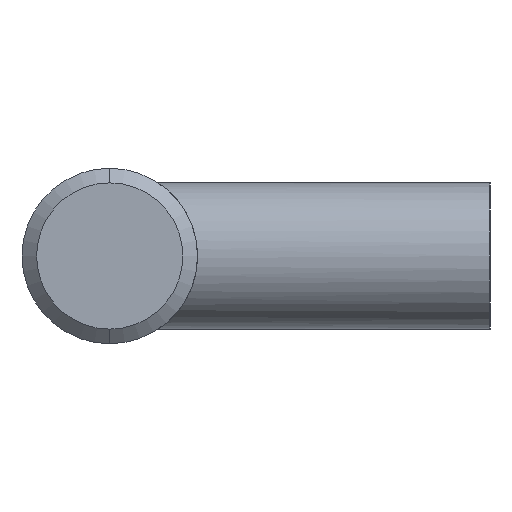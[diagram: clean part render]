
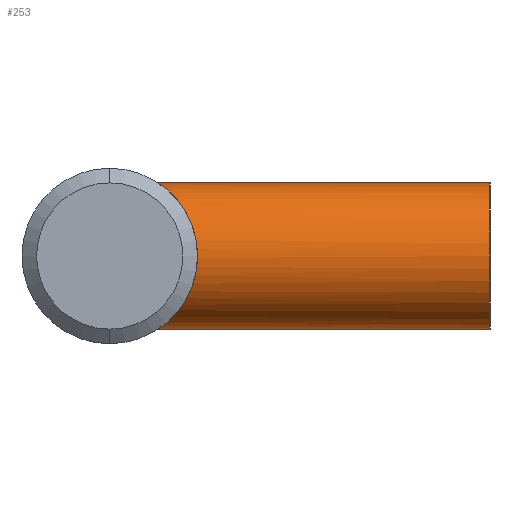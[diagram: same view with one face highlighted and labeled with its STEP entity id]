
A CAD part, left-side view. The second image highlights one B-rep face of the part: STEP entity #253.
In plain terms, the highlighted cylindrical face has radius 5 mm (diameter 10 mm), a partial arc.
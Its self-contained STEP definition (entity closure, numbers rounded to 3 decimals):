
#2 = CARTESIAN_POINT ( 'NONE',  ( -1.816, -3.779, -4.661 ) ) ;
#21 = AXIS2_PLACEMENT_3D ( 'NONE', #343, #188, #98 ) ;
#29 = EDGE_CURVE ( 'NONE', #184, #503, #299, .T. ) ;
#44 = CARTESIAN_POINT ( 'NONE',  ( -0.865, -3.424, -4.927 ) ) ;
#51 = CARTESIAN_POINT ( 'NONE',  ( -5.009, -6.008, 0.006 ) ) ;
#66 = LINE ( 'NONE', #261, #114 ) ;
#75 = EDGE_CURVE ( 'NONE', #503, #528, #133, .T. ) ;
#82 = CARTESIAN_POINT ( 'NONE',  ( -1.667, -3.704, 4.724 ) ) ;
#94 = CARTESIAN_POINT ( 'NONE',  ( 0., -3.317, -5. ) ) ;
#98 = DIRECTION ( 'NONE',  ( 0., 0., 1. ) ) ;
#100 = ORIENTED_EDGE ( 'NONE', *, *, #29, .T. ) ;
#102 = CARTESIAN_POINT ( 'NONE',  ( -3.272, -4.656, 3.794 ) ) ;
#103 = CARTESIAN_POINT ( 'NONE',  ( -3.714, -4.977, 3.362 ) ) ;
#114 = VECTOR ( 'NONE', #306, 1000. ) ;
#122 = EDGE_CURVE ( 'NONE', #309, #184, #599, .T. ) ;
#124 = AXIS2_PLACEMENT_3D ( 'NONE', #502, #303, #204 ) ;
#131 = CARTESIAN_POINT ( 'NONE',  ( -0.354, -3.317, 5. ) ) ;
#133 = B_SPLINE_CURVE_WITH_KNOTS ( 'NONE', 3,
 ( #369, #131, #326, #524, #82, #244, #484, #386, #102, #103, #582, #241, #440, #294, #640, #238, #634, #492, #51, #185, #151, #481, #378, #490, #245, #145, #234, #333, #140, #391, #441, #146, #2, #285, #342, #430, #44, #544, #433, #287, #94 ),
 .UNSPECIFIED., .F., .F.,
 ( 4, 2, 2, 2, 2, 2, 2, 2, 2, 1, 2, 2, 2, 2, 2, 2, 2, 2, 2, 2, 4 ),
 ( 0., 0.001, 0.002, 0.003, 0.004, 0.005, 0.006, 0.007, 0.008, 0.008, 0.009, 0.009, 0.01, 0.011, 0.013, 0.014, 0.015, 0.015, 0.016, 0.016, 0.017 ),
 .UNSPECIFIED. ) ;
#140 = CARTESIAN_POINT ( 'NONE',  ( -3.277, -4.66, -3.789 ) ) ;
#145 = CARTESIAN_POINT ( 'NONE',  ( -4.289, -5.42, -2.59 ) ) ;
#146 = CARTESIAN_POINT ( 'NONE',  ( -2.252, -4.001, -4.475 ) ) ;
#151 = CARTESIAN_POINT ( 'NONE',  ( -4.955, -5.963, -0.689 ) ) ;
#182 = ORIENTED_EDGE ( 'NONE', *, *, #557, .F. ) ;
#184 = VERTEX_POINT ( 'NONE', #437 ) ;
#185 = CARTESIAN_POINT ( 'NONE',  ( -4.991, -5.993, -0.342 ) ) ;
#188 = DIRECTION ( 'NONE',  ( 0., 1., 0. ) ) ;
#204 = DIRECTION ( 'NONE',  ( 0., 0., 1. ) ) ;
#234 = CARTESIAN_POINT ( 'NONE',  ( -3.924, -5.136, -3.116 ) ) ;
#238 = CARTESIAN_POINT ( 'NONE',  ( -4.926, -5.938, 0.875 ) ) ;
#241 = CARTESIAN_POINT ( 'NONE',  ( -4.284, -5.417, 2.597 ) ) ;
#243 = EDGE_LOOP ( 'NONE', ( #182, #501, #100, #449 ) ) ;
#244 = CARTESIAN_POINT ( 'NONE',  ( -2.249, -3.999, 4.477 ) ) ;
#245 = CARTESIAN_POINT ( 'NONE',  ( -4.449, -5.548, -2.307 ) ) ;
#246 = CYLINDRICAL_SURFACE ( 'NONE', #124, 5. ) ;
#253 = ADVANCED_FACE ( 'NONE', ( #595 ), #246, .T. ) ;
#258 = CARTESIAN_POINT ( 'NONE',  ( 0., -3.317, -5. ) ) ;
#261 = CARTESIAN_POINT ( 'NONE',  ( 0., -26., -5. ) ) ;
#275 = CARTESIAN_POINT ( 'NONE',  ( 0., -26., -5. ) ) ;
#285 = CARTESIAN_POINT ( 'NONE',  ( -1.667, -3.709, -4.717 ) ) ;
#287 = CARTESIAN_POINT ( 'NONE',  ( -0.175, -3.317, -5. ) ) ;
#294 = CARTESIAN_POINT ( 'NONE',  ( -4.713, -5.762, 1.703 ) ) ;
#299 = LINE ( 'NONE', #556, #376 ) ;
#303 = DIRECTION ( 'NONE',  ( 0., 1., 0. ) ) ;
#306 = DIRECTION ( 'NONE',  ( 0., 1., 0. ) ) ;
#309 = VERTEX_POINT ( 'NONE', #275 ) ;
#326 = CARTESIAN_POINT ( 'NONE',  ( -0.696, -3.374, 4.963 ) ) ;
#333 = CARTESIAN_POINT ( 'NONE',  ( -3.718, -4.98, -3.357 ) ) ;
#342 = CARTESIAN_POINT ( 'NONE',  ( -1.356, -3.58, -4.815 ) ) ;
#343 = CARTESIAN_POINT ( 'NONE',  ( 0., -26., 0. ) ) ;
#369 = CARTESIAN_POINT ( 'NONE',  ( 0., -3.317, 5. ) ) ;
#376 = VECTOR ( 'NONE', #497, 1000. ) ;
#378 = CARTESIAN_POINT ( 'NONE',  ( -4.821, -5.852, -1.369 ) ) ;
#386 = CARTESIAN_POINT ( 'NONE',  ( -3.035, -4.491, 3.986 ) ) ;
#391 = CARTESIAN_POINT ( 'NONE',  ( -3.04, -4.494, -3.982 ) ) ;
#430 = CARTESIAN_POINT ( 'NONE',  ( -1.195, -3.522, -4.858 ) ) ;
#433 = CARTESIAN_POINT ( 'NONE',  ( -0.353, -3.331, -4.991 ) ) ;
#437 = CARTESIAN_POINT ( 'NONE',  ( 0., -26., 5. ) ) ;
#440 = CARTESIAN_POINT ( 'NONE',  ( -4.444, -5.545, 2.316 ) ) ;
#441 = CARTESIAN_POINT ( 'NONE',  ( -2.527, -4.165, -4.325 ) ) ;
#449 = ORIENTED_EDGE ( 'NONE', *, *, #75, .T. ) ;
#481 = CARTESIAN_POINT ( 'NONE',  ( -4.928, -5.94, -0.863 ) ) ;
#484 = CARTESIAN_POINT ( 'NONE',  ( -2.525, -4.164, 4.327 ) ) ;
#490 = CARTESIAN_POINT ( 'NONE',  ( -4.717, -5.766, -1.692 ) ) ;
#492 = CARTESIAN_POINT ( 'NONE',  ( -4.991, -5.992, 0.354 ) ) ;
#497 = DIRECTION ( 'NONE',  ( 0., 1., 0. ) ) ;
#501 = ORIENTED_EDGE ( 'NONE', *, *, #122, .T. ) ;
#502 = CARTESIAN_POINT ( 'NONE',  ( 0., -26., 0. ) ) ;
#503 = VERTEX_POINT ( 'NONE', #512 ) ;
#512 = CARTESIAN_POINT ( 'NONE',  ( 0., -3.317, 5. ) ) ;
#524 = CARTESIAN_POINT ( 'NONE',  ( -1.36, -3.571, 4.823 ) ) ;
#528 = VERTEX_POINT ( 'NONE', #258 ) ;
#544 = CARTESIAN_POINT ( 'NONE',  ( -0.697, -3.385, -4.954 ) ) ;
#556 = CARTESIAN_POINT ( 'NONE',  ( 0., -26., 5. ) ) ;
#557 = EDGE_CURVE ( 'NONE', #309, #528, #66, .T. ) ;
#582 = CARTESIAN_POINT ( 'NONE',  ( -3.921, -5.134, 3.119 ) ) ;
#595 = FACE_OUTER_BOUND ( 'NONE', #243, .T. ) ;
#599 = CIRCLE ( 'NONE', #21, 5. ) ;
#634 = CARTESIAN_POINT ( 'NONE',  ( -4.954, -5.961, 0.702 ) ) ;
#640 = CARTESIAN_POINT ( 'NONE',  ( -4.818, -5.849, 1.38 ) ) ;
